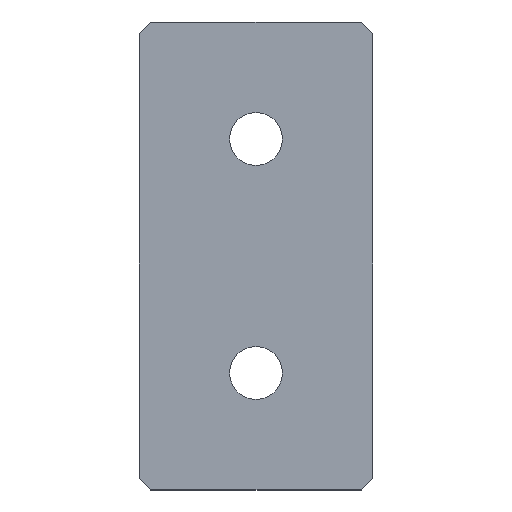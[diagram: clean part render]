
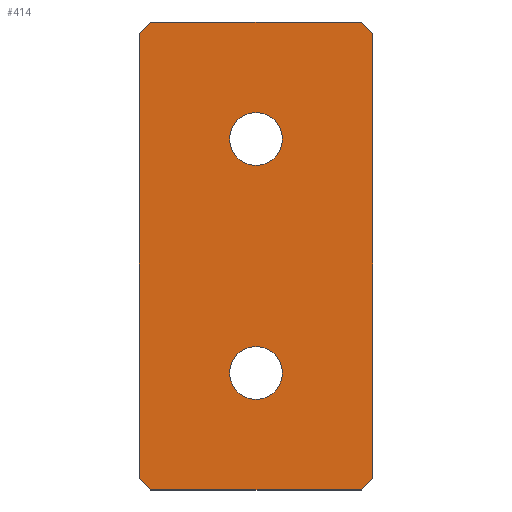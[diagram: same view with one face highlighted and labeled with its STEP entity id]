
A CAD part, top view. The second image highlights one B-rep face of the part: STEP entity #414.
In plain terms, the highlighted planar face has unit normal (0, 0, 1).
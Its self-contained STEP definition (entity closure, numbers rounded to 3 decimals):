
#1 = CARTESIAN_POINT ( 'NONE',  ( 18., -40., 2. ) ) ;
#24 = CARTESIAN_POINT ( 'NONE',  ( 4.5, -20., 2. ) ) ;
#25 = PLANE ( 'NONE',  #179 ) ;
#29 = DIRECTION ( 'NONE',  ( 1., 0., 0. ) ) ;
#30 = VERTEX_POINT ( 'NONE', #262 ) ;
#42 = CARTESIAN_POINT ( 'NONE',  ( 20., -40., 2. ) ) ;
#50 = VERTEX_POINT ( 'NONE', #225 ) ;
#51 = DIRECTION ( 'NONE',  ( 0.707, 0.707, 0. ) ) ;
#60 = ORIENTED_EDGE ( 'NONE', *, *, #103, .T. ) ;
#62 = DIRECTION ( 'NONE',  ( 1., 0., 0. ) ) ;
#67 = VECTOR ( 'NONE', #51, 1000. ) ;
#77 = CARTESIAN_POINT ( 'NONE',  ( -18., 40., 2. ) ) ;
#79 = LINE ( 'NONE', #220, #115 ) ;
#82 = VECTOR ( 'NONE', #325, 1000. ) ;
#85 = AXIS2_PLACEMENT_3D ( 'NONE', #227, #118, #296 ) ;
#86 = ORIENTED_EDGE ( 'NONE', *, *, #369, .T. ) ;
#91 = ORIENTED_EDGE ( 'NONE', *, *, #289, .T. ) ;
#97 = DIRECTION ( 'NONE',  ( -1., 0., 0. ) ) ;
#100 = AXIS2_PLACEMENT_3D ( 'NONE', #481, #335, #182 ) ;
#103 = EDGE_CURVE ( 'NONE', #30, #247, #114, .T. ) ;
#114 = LINE ( 'NONE', #42, #363 ) ;
#115 = VECTOR ( 'NONE', #445, 1000. ) ;
#116 = ORIENTED_EDGE ( 'NONE', *, *, #117, .F. ) ;
#117 = EDGE_CURVE ( 'NONE', #50, #187, #479, .T. ) ;
#118 = DIRECTION ( 'NONE',  ( 0., 0., 1. ) ) ;
#119 = CIRCLE ( 'NONE', #338, 4.5 ) ;
#124 = VERTEX_POINT ( 'NONE', #456 ) ;
#125 = CARTESIAN_POINT ( 'NONE',  ( 0., 20., 2. ) ) ;
#127 = CARTESIAN_POINT ( 'NONE',  ( -20., -40., 2. ) ) ;
#134 = DIRECTION ( 'NONE',  ( 0., 0., -1. ) ) ;
#137 = ORIENTED_EDGE ( 'NONE', *, *, #431, .T. ) ;
#140 = CARTESIAN_POINT ( 'NONE',  ( -20., 40., 2. ) ) ;
#145 = EDGE_CURVE ( 'NONE', #405, #30, #394, .T. ) ;
#149 = EDGE_LOOP ( 'NONE', ( #267, #86, #137, #153, #60, #317, #91, #422 ) ) ;
#150 = CARTESIAN_POINT ( 'NONE',  ( -18., -40., 2. ) ) ;
#152 = EDGE_CURVE ( 'NONE', #228, #206, #119, .T. ) ;
#153 = ORIENTED_EDGE ( 'NONE', *, *, #145, .T. ) ;
#156 = VECTOR ( 'NONE', #275, 1000. ) ;
#162 = CARTESIAN_POINT ( 'NONE',  ( -20., -38., 2. ) ) ;
#169 = CARTESIAN_POINT ( 'NONE',  ( -4.5, -20., 2. ) ) ;
#171 = EDGE_CURVE ( 'NONE', #187, #50, #188, .T. ) ;
#175 = ORIENTED_EDGE ( 'NONE', *, *, #407, .F. ) ;
#179 = AXIS2_PLACEMENT_3D ( 'NONE', #466, #134, #97 ) ;
#182 = DIRECTION ( 'NONE',  ( 1., 0., 0. ) ) ;
#187 = VERTEX_POINT ( 'NONE', #357 ) ;
#188 = CIRCLE ( 'NONE', #464, 4.5 ) ;
#190 = ORIENTED_EDGE ( 'NONE', *, *, #171, .F. ) ;
#194 = VERTEX_POINT ( 'NONE', #391 ) ;
#198 = CARTESIAN_POINT ( 'NONE',  ( 0., -20., 2. ) ) ;
#205 = CIRCLE ( 'NONE', #100, 4.5 ) ;
#206 = VERTEX_POINT ( 'NONE', #24 ) ;
#220 = CARTESIAN_POINT ( 'NONE',  ( -20., 38., 2. ) ) ;
#225 = CARTESIAN_POINT ( 'NONE',  ( 4.5, 20., 2. ) ) ;
#227 = CARTESIAN_POINT ( 'NONE',  ( 0., 20., 2. ) ) ;
#228 = VERTEX_POINT ( 'NONE', #169 ) ;
#233 = LINE ( 'NONE', #311, #82 ) ;
#237 = LINE ( 'NONE', #127, #413 ) ;
#240 = LINE ( 'NONE', #396, #156 ) ;
#246 = DIRECTION ( 'NONE',  ( 0., -1., 0. ) ) ;
#247 = VERTEX_POINT ( 'NONE', #428 ) ;
#257 = CARTESIAN_POINT ( 'NONE',  ( -18., -40., 2. ) ) ;
#262 = CARTESIAN_POINT ( 'NONE',  ( 20., -38., 2. ) ) ;
#267 = ORIENTED_EDGE ( 'NONE', *, *, #337, .T. ) ;
#270 = LINE ( 'NONE', #257, #441 ) ;
#275 = DIRECTION ( 'NONE',  ( 1., 0., 0. ) ) ;
#280 = EDGE_LOOP ( 'NONE', ( #116, #190 ) ) ;
#289 = EDGE_CURVE ( 'NONE', #194, #368, #315, .T. ) ;
#296 = DIRECTION ( 'NONE',  ( 1., 0., 0. ) ) ;
#302 = VECTOR ( 'NONE', #355, 1000. ) ;
#303 = VERTEX_POINT ( 'NONE', #162 ) ;
#304 = EDGE_CURVE ( 'NONE', #247, #194, #233, .T. ) ;
#311 = CARTESIAN_POINT ( 'NONE',  ( 18., 40., 2. ) ) ;
#315 = LINE ( 'NONE', #140, #302 ) ;
#317 = ORIENTED_EDGE ( 'NONE', *, *, #304, .T. ) ;
#319 = FACE_BOUND ( 'NONE', #280, .T. ) ;
#325 = DIRECTION ( 'NONE',  ( -0.707, 0.707, 0. ) ) ;
#335 = DIRECTION ( 'NONE',  ( 0., 0., 1. ) ) ;
#337 = EDGE_CURVE ( 'NONE', #124, #303, #237, .T. ) ;
#338 = AXIS2_PLACEMENT_3D ( 'NONE', #198, #461, #62 ) ;
#342 = DIRECTION ( 'NONE',  ( 0.707, -0.707, 0. ) ) ;
#355 = DIRECTION ( 'NONE',  ( -1., 0., 0. ) ) ;
#357 = CARTESIAN_POINT ( 'NONE',  ( -4.5, 20., 2. ) ) ;
#359 = FACE_OUTER_BOUND ( 'NONE', #149, .T. ) ;
#362 = DIRECTION ( 'NONE',  ( 0., 0., 1. ) ) ;
#363 = VECTOR ( 'NONE', #378, 1000. ) ;
#368 = VERTEX_POINT ( 'NONE', #77 ) ;
#369 = EDGE_CURVE ( 'NONE', #303, #476, #270, .T. ) ;
#371 = EDGE_LOOP ( 'NONE', ( #175, #412 ) ) ;
#374 = EDGE_CURVE ( 'NONE', #368, #124, #79, .T. ) ;
#378 = DIRECTION ( 'NONE',  ( 0., 1., 0. ) ) ;
#391 = CARTESIAN_POINT ( 'NONE',  ( 18., 40., 2. ) ) ;
#394 = LINE ( 'NONE', #426, #67 ) ;
#396 = CARTESIAN_POINT ( 'NONE',  ( -20., -40., 2. ) ) ;
#405 = VERTEX_POINT ( 'NONE', #1 ) ;
#407 = EDGE_CURVE ( 'NONE', #206, #228, #205, .T. ) ;
#412 = ORIENTED_EDGE ( 'NONE', *, *, #152, .F. ) ;
#413 = VECTOR ( 'NONE', #246, 1000. ) ;
#414 = ADVANCED_FACE ( 'NONE', ( #319, #427, #359 ), #25, .F. ) ;
#422 = ORIENTED_EDGE ( 'NONE', *, *, #374, .T. ) ;
#426 = CARTESIAN_POINT ( 'NONE',  ( 20., -38., 2. ) ) ;
#427 = FACE_BOUND ( 'NONE', #371, .T. ) ;
#428 = CARTESIAN_POINT ( 'NONE',  ( 20., 38., 2. ) ) ;
#431 = EDGE_CURVE ( 'NONE', #476, #405, #240, .T. ) ;
#441 = VECTOR ( 'NONE', #342, 1000. ) ;
#445 = DIRECTION ( 'NONE',  ( -0.707, -0.707, 0. ) ) ;
#456 = CARTESIAN_POINT ( 'NONE',  ( -20., 38., 2. ) ) ;
#461 = DIRECTION ( 'NONE',  ( 0., 0., 1. ) ) ;
#464 = AXIS2_PLACEMENT_3D ( 'NONE', #125, #362, #29 ) ;
#466 = CARTESIAN_POINT ( 'NONE',  ( 0., 0., 2. ) ) ;
#476 = VERTEX_POINT ( 'NONE', #150 ) ;
#479 = CIRCLE ( 'NONE', #85, 4.5 ) ;
#481 = CARTESIAN_POINT ( 'NONE',  ( 0., -20., 2. ) ) ;
